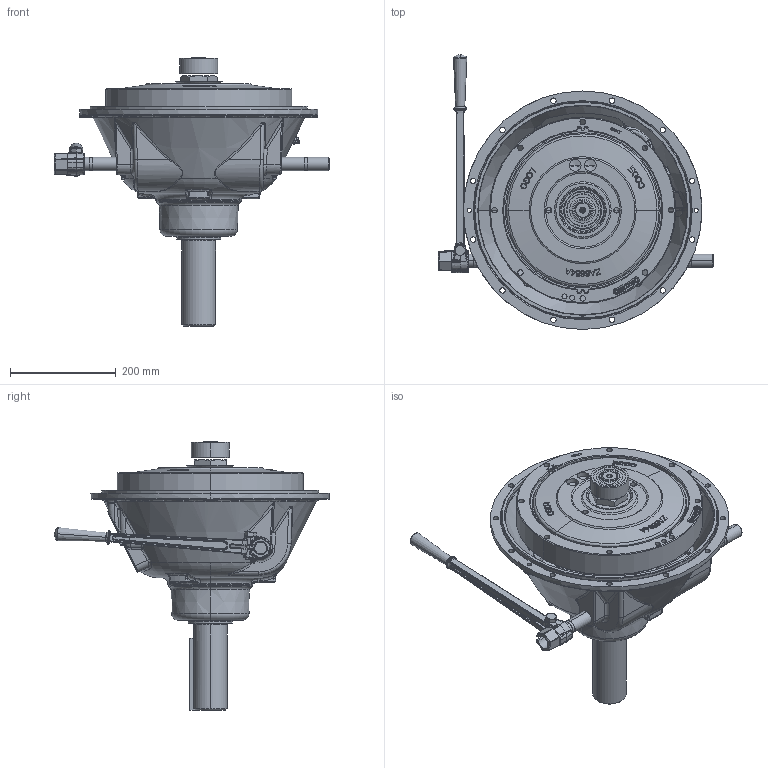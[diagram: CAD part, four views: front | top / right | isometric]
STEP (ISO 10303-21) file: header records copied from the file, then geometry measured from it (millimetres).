
FILE_DESCRIPTION (( 'STEP AP214' ), '1' );
FILE_NAME ('SP211P302.STEP', '2013-11-21T16:49:22', ( 'Windows User' ), ( '' ), 'SwSTEP 2.0', 'SolidWorks 2010', '' );
FILE_SCHEMA (( 'AUTOMOTIVE_DESIGN' ));
Length unit declared in the file: inch
Products named in the file (1): SP211P302
Bounding box: 520.7 x 519.88 x 508 mm (x, y, z)
Surface area: 1017697.7 mm2 (no closed solid volume)
Topology: 0 solids, 166 shells, 1689 faces, 6340 edges, 4657 vertices
Faces by surface type: bspline 571, plane 369, cylinder 350, torus 186, cone 161, sphere 52
Entity records: 131190 total; most frequent: CARTESIAN_POINT 63227, ORIENTED_EDGE 9296, DIRECTION 7964, EDGE_CURVE 6272, VERTEX_POINT 4646, AXIS2_PLACEMENT_3D 3075, B_SPLINE_CURVE_WITH_KNOTS 2310, CIRCLE 1956
